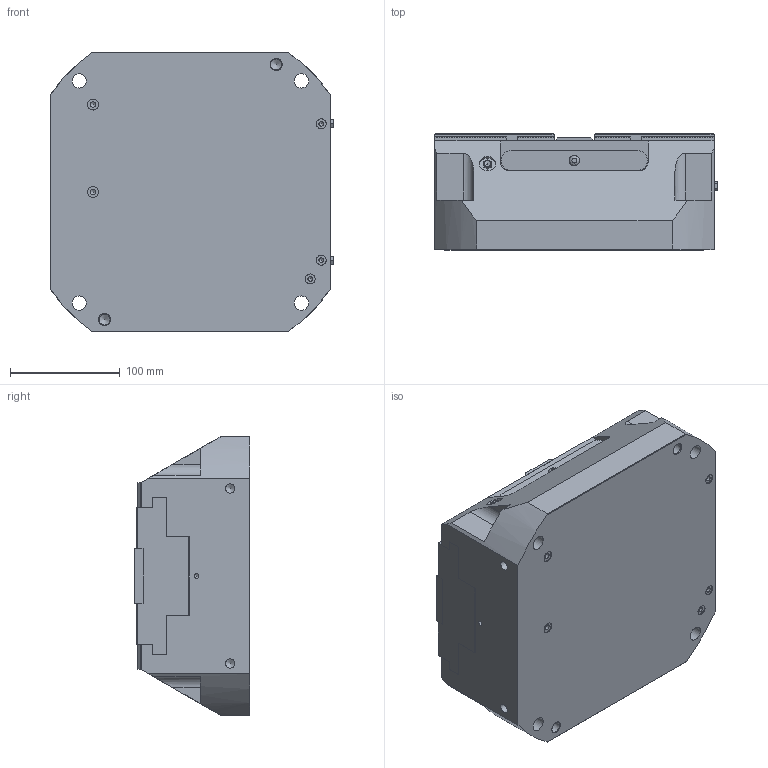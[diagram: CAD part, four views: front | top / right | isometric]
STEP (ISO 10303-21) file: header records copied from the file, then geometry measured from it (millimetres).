
FILE_DESCRIPTION(/* description */ (''),/* implementation_level */ '2;1');
FILE_NAME(/* name */ 'CFB-250-C1-PN-D.stp',/* time_stamp */ '2018-01-19T17:05:09+01:00',/* author */ ('Tecnico'),/* organization */ (''),/* preprocessor_version */ 'ST-DEVELOPER v16.13',/* originating_system */ 'Autodesk Inventor 2018',/* authorisation */ '');
FILE_SCHEMA (('AUTOMOTIVE_DESIGN { 1 0 10303 214 3 1 1 }'));
Length unit declared in the file: millimetre
Products named in the file (8): CFB-250-C1-PN-D; Corpo; Griffa-C1-D; Piastrina; ISO 2338 - 6 h8 x 12 - B; CNS 4558 - M6 x 10; Mascherina-NO SENS; VTB M5
Assembly tree (10 placements, depth 2):
  CFB-250-C1-PN-D
    Corpo
    Griffa-C1-D  x2
    Piastrina
    ISO 2338 - 6 h8 x 12 - B  x2
    CNS 4558 - M6 x 10  x2
    Mascherina-NO SENS
    VTB M5
Bounding box: 257 x 105.3 x 254 mm (x, y, z)
Volume: 5404692.1 mm3; surface area: 397725.8 mm2
Topology: 10 solids, 10 shells, 2362 faces, 6854 edges, 4538 vertices
Faces by surface type: plane 2060, cylinder 176, cone 121, sphere 4, bspline 1
Full cylindrical faces by diameter (mm): 4.134 x1, 4.2 x6, 4.917 x2, 5 x3, 5.3 x1, 6 x8, 7 x2, 8.376 x64, 8.5 x28, 8.566 x2, 9 x3, 9.5 x1, 10 x4, 12 x3, 13 x4, 15 x2
Entity records: 40936 total; most frequent: CARTESIAN_POINT 7269, ORIENTED_EDGE 6930, DIRECTION 6797, EDGE_CURVE 3465, LINE 2651, VECTOR 2651, VERTEX_POINT 2353, AXIS2_PLACEMENT_3D 2073
